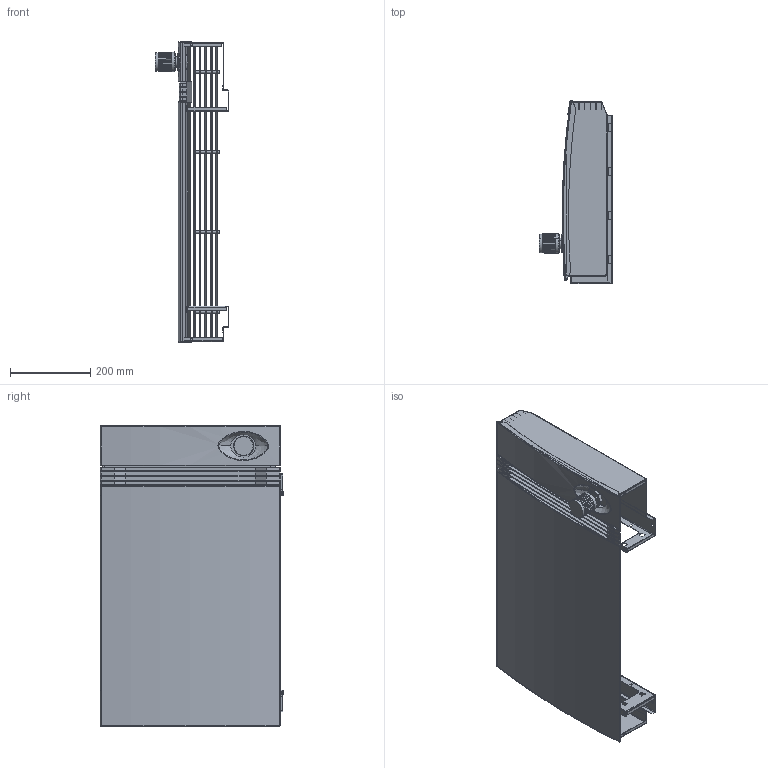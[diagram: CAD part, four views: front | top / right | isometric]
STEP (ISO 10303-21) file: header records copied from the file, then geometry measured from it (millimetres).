
FILE_DESCRIPTION((''),'2;1');
FILE_NAME('_407_2_750_458_126__ASM','2020-09-14T',('okanashina'),('elara'),'CREO PARAMETRIC BY PTC INC, 2015080','CREO PARAMETRIC BY PTC INC, 2015080','');
FILE_SCHEMA(('AUTOMOTIVE_DESIGN { 1 0 10303 214 1 1 1 1 }'));
Length unit declared in the file: millimetre
Products named in the file (15): PRODUCT_519; 560_50_000_02-08_______; 560_50_002_01____; PRODUCT_3958_ASM; __________400________; PRODUCT_25311; __________400; 320_20_000_03________; _______407_______300; 320_20_000_02________; _______407_________300; ___________________________PRO__ASM; PRODUCT_21864; ____407________2_ASM; _407_2_750_458_126__ASM
Assembly tree (28 placements, depth 4):
  _407_2_750_458_126__ASM
    ____407________2_ASM
      PRODUCT_519
      PRODUCT_3958_ASM
        560_50_000_02-08_______  x5
        560_50_002_01____  x4
      __________400________
      PRODUCT_25311
      __________400
      ___________________________PRO__ASM
        320_20_000_03________  x8
        _______407_______300
        320_20_000_02________
        _______407_________300
      PRODUCT_21864
Bounding box: 182.67 x 458.34 x 750 mm (x, y, z)
Volume: 1043748 mm3; surface area: 1677716.3 mm2
Topology: 25 solids, 25 shells, 1489 faces, 3845 edges, 2455 vertices
Faces by surface type: plane 883, cylinder 474, torus 96, bspline 24, cone 10, extrusion 2
Entity records: 31852 total; most frequent: CARTESIAN_POINT 7545, DIRECTION 4885, ORIENTED_EDGE 4844, EDGE_CURVE 2422, VECTOR 1687, LINE 1685, AXIS2_PLACEMENT_3D 1599, VERTEX_POINT 1519
